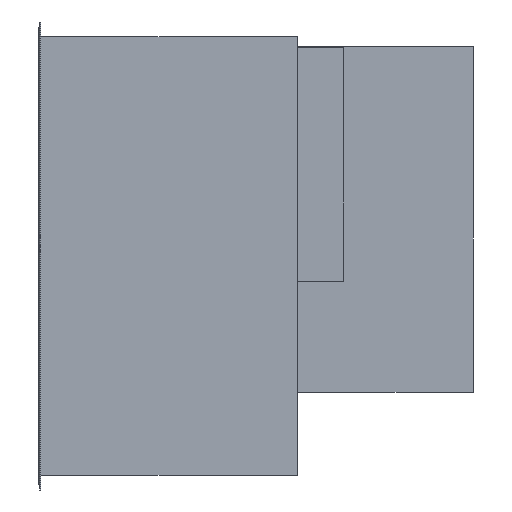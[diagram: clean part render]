
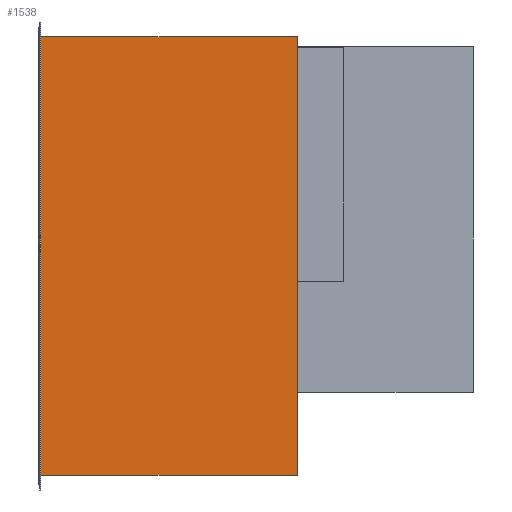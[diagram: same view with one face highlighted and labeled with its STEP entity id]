
A CAD part, left-side view. The second image highlights one B-rep face of the part: STEP entity #1538.
In plain terms, the highlighted planar face has unit normal (-1, 0, 0).
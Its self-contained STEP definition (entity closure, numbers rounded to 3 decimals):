
#68=FACE_OUTER_BOUND('',#174,.T.);
#174=EDGE_LOOP('',(#1077,#1078,#1079,#1080));
#293=LINE('',#2258,#495);
#299=LINE('',#2272,#501);
#300=LINE('',#2273,#502);
#301=LINE('',#2274,#503);
#495=VECTOR('',#1829,10.);
#501=VECTOR('',#1843,10.);
#502=VECTOR('',#1844,10.);
#503=VECTOR('',#1845,10.);
#687=VERTEX_POINT('',#2256);
#688=VERTEX_POINT('',#2257);
#691=VERTEX_POINT('',#2270);
#692=VERTEX_POINT('',#2271);
#833=EDGE_CURVE('',#687,#688,#293,.T.);
#839=EDGE_CURVE('',#691,#692,#299,.T.);
#840=EDGE_CURVE('',#692,#688,#300,.T.);
#841=EDGE_CURVE('',#691,#687,#301,.T.);
#1077=ORIENTED_EDGE('',*,*,#839,.T.);
#1078=ORIENTED_EDGE('',*,*,#840,.T.);
#1079=ORIENTED_EDGE('',*,*,#833,.F.);
#1080=ORIENTED_EDGE('',*,*,#841,.F.);
#1436=PLANE('',#1680);
#1538=ADVANCED_FACE('',(#68),#1436,.T.);
#1680=AXIS2_PLACEMENT_3D('',#2269,#1841,#1842);
#1829=DIRECTION('',(0.,0.,1.));
#1841=DIRECTION('center_axis',(-1.,0.,0.));
#1842=DIRECTION('ref_axis',(0.,0.,1.));
#1843=DIRECTION('',(0.,0.,1.));
#1844=DIRECTION('',(0.,1.,0.));
#1845=DIRECTION('',(0.,1.,0.));
#2256=CARTESIAN_POINT('',(-1012.5,387.,-330.));
#2257=CARTESIAN_POINT('',(-1012.5,387.,330.));
#2258=CARTESIAN_POINT('',(-1012.5,387.,-330.));
#2269=CARTESIAN_POINT('Origin',(-1012.5,0.,-330.));
#2270=CARTESIAN_POINT('',(-1012.5,0.,-330.));
#2271=CARTESIAN_POINT('',(-1012.5,0.,330.));
#2272=CARTESIAN_POINT('',(-1012.5,0.,-330.));
#2273=CARTESIAN_POINT('',(-1012.5,0.,330.));
#2274=CARTESIAN_POINT('',(-1012.5,0.,-330.));
